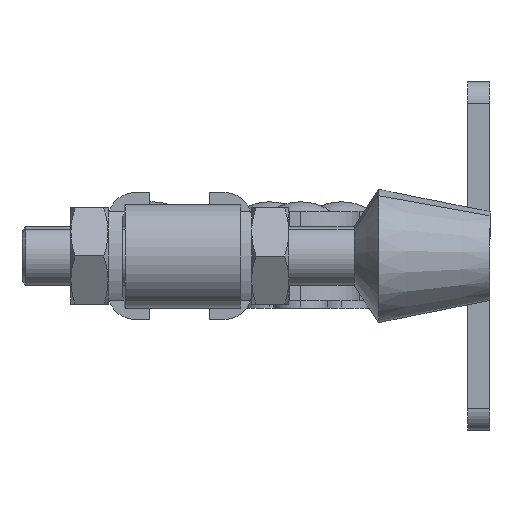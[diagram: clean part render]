
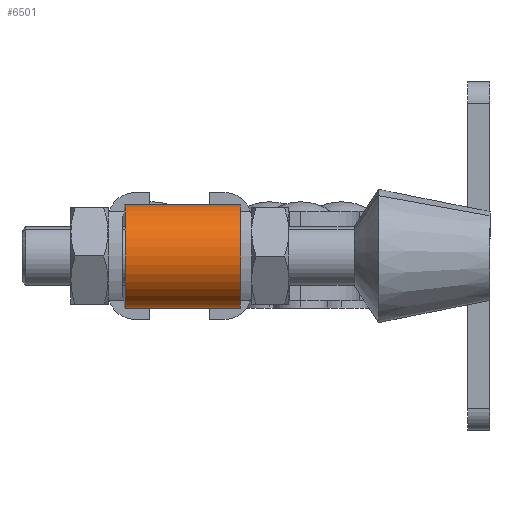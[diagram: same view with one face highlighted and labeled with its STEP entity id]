
A CAD part, left-side view. The second image highlights one B-rep face of the part: STEP entity #6501.
In plain terms, the highlighted cylindrical face has radius 7 mm (diameter 14 mm), a partial arc.
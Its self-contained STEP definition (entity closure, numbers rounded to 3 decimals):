
#454 = CARTESIAN_POINT ( 'NONE',  ( -144.002, 49.5, -7. ) ) ;
#630 = AXIS2_PLACEMENT_3D ( 'NONE', #3101, #8060, #1787 ) ;
#923 = DIRECTION ( 'NONE',  ( 1., 0., 0. ) ) ;
#1094 = AXIS2_PLACEMENT_3D ( 'NONE', #1176, #8479, #923 ) ;
#1176 = CARTESIAN_POINT ( 'NONE',  ( -144.002, 225.231, 0. ) ) ;
#1704 = ORIENTED_EDGE ( 'NONE', *, *, #5962, .F. ) ;
#1749 = VECTOR ( 'NONE', #6445, 1000. ) ;
#1787 = DIRECTION ( 'NONE',  ( 1., 0., 0. ) ) ;
#2304 = VERTEX_POINT ( 'NONE', #454 ) ;
#2387 = CARTESIAN_POINT ( 'NONE',  ( -144.002, 34., -7. ) ) ;
#3036 = DIRECTION ( 'NONE',  ( 0., -1., 0. ) ) ;
#3101 = CARTESIAN_POINT ( 'NONE',  ( -144.002, 49.5, 0. ) ) ;
#3618 = LINE ( 'NONE', #7023, #1749 ) ;
#3645 = CARTESIAN_POINT ( 'NONE',  ( -144.002, 49.5, 7. ) ) ;
#4010 = DIRECTION ( 'NONE',  ( 0., 1., 0. ) ) ;
#4059 = EDGE_LOOP ( 'NONE', ( #1704, #8447, #5108, #4934 ) ) ;
#4427 = EDGE_CURVE ( 'NONE', #4980, #2304, #8228, .T. ) ;
#4830 = AXIS2_PLACEMENT_3D ( 'NONE', #7186, #3036, #7804 ) ;
#4934 = ORIENTED_EDGE ( 'NONE', *, *, #5651, .F. ) ;
#4980 = VERTEX_POINT ( 'NONE', #2387 ) ;
#5108 = ORIENTED_EDGE ( 'NONE', *, *, #7995, .F. ) ;
#5651 = EDGE_CURVE ( 'NONE', #8081, #8995, #3618, .T. ) ;
#5698 = FACE_OUTER_BOUND ( 'NONE', #4059, .T. ) ;
#5962 = EDGE_CURVE ( 'NONE', #2304, #8081, #8391, .T. ) ;
#6445 = DIRECTION ( 'NONE',  ( 0., -1., 0. ) ) ;
#6501 = ADVANCED_FACE ( 'NONE', ( #5698 ), #8798, .T. ) ;
#6710 = CIRCLE ( 'NONE', #4830, 7. ) ;
#7023 = CARTESIAN_POINT ( 'NONE',  ( -144.002, 225.231, 7. ) ) ;
#7089 = CARTESIAN_POINT ( 'NONE',  ( -144.002, 34., 7. ) ) ;
#7186 = CARTESIAN_POINT ( 'NONE',  ( -144.002, 34., 0. ) ) ;
#7684 = CARTESIAN_POINT ( 'NONE',  ( -144.002, 225.231, -7. ) ) ;
#7804 = DIRECTION ( 'NONE',  ( -1., 0., 0. ) ) ;
#7995 = EDGE_CURVE ( 'NONE', #8995, #4980, #6710, .T. ) ;
#8022 = VECTOR ( 'NONE', #4010, 1000. ) ;
#8060 = DIRECTION ( 'NONE',  ( 0., 1., 0. ) ) ;
#8081 = VERTEX_POINT ( 'NONE', #3645 ) ;
#8228 = LINE ( 'NONE', #7684, #8022 ) ;
#8391 = CIRCLE ( 'NONE', #630, 7. ) ;
#8447 = ORIENTED_EDGE ( 'NONE', *, *, #4427, .F. ) ;
#8479 = DIRECTION ( 'NONE',  ( 0., -1., 0. ) ) ;
#8798 = CYLINDRICAL_SURFACE ( 'NONE', #1094, 7. ) ;
#8995 = VERTEX_POINT ( 'NONE', #7089 ) ;
